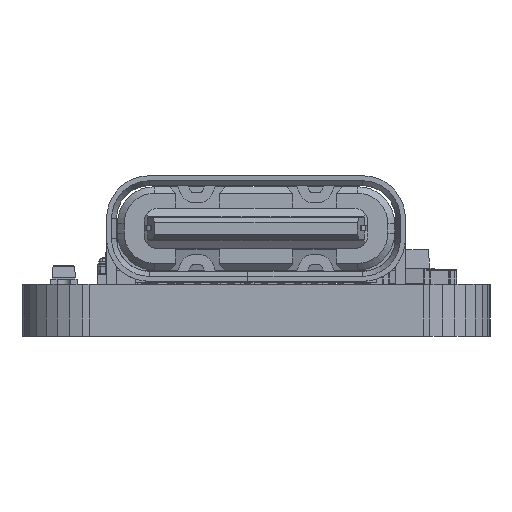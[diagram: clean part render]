
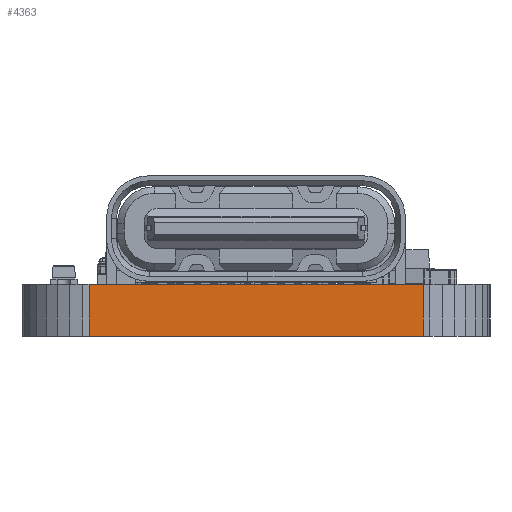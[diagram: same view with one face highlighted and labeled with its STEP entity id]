
A CAD part, left-side view. The second image highlights one B-rep face of the part: STEP entity #4363.
In plain terms, the highlighted planar face has unit normal (-1, 0, 0).
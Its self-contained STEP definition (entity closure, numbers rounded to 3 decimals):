
#3043 = VERTEX_POINT('',#3044);
#3044 = CARTESIAN_POINT('',(1.,11.994,0.02)
  );
#3050 = EDGE_CURVE('',#3043,#3051,#3053,.T.);
#3051 = VERTEX_POINT('',#3052);
#3052 = CARTESIAN_POINT('',(1.,2.,0.02)
  );
#3053 = LINE('',#3054,#3055);
#3054 = CARTESIAN_POINT('',(1.,11.994,0.02)
  );
#3055 = VECTOR('',#3056,1.);
#3056 = DIRECTION('',(0.,-1.,0.));
#3594 = VERTEX_POINT('',#3595);
#3595 = CARTESIAN_POINT('',(1.,11.994,-1.529)
  );
#3601 = EDGE_CURVE('',#3594,#3602,#3604,.T.);
#3602 = VERTEX_POINT('',#3603);
#3603 = CARTESIAN_POINT('',(1.,2.,-1.529));
#3604 = LINE('',#3605,#3606);
#3605 = CARTESIAN_POINT('',(1.,11.994,-1.529)
  );
#3606 = VECTOR('',#3607,1.);
#3607 = DIRECTION('',(0.,-1.,0.));
#4353 = EDGE_CURVE('',#3051,#3602,#4354,.T.);
#4354 = LINE('',#4355,#4356);
#4355 = CARTESIAN_POINT('',(1.,2.,0.02)
  );
#4356 = VECTOR('',#4357,1.);
#4357 = DIRECTION('',(0.,0.,-1.));
#4363 = ADVANCED_FACE('',(#4364),#4375,.F.);
#4364 = FACE_BOUND('',#4365,.F.);
#4365 = EDGE_LOOP('',(#4366,#4367,#4368,#4369));
#4366 = ORIENTED_EDGE('',*,*,#3050,.T.);
#4367 = ORIENTED_EDGE('',*,*,#4353,.T.);
#4368 = ORIENTED_EDGE('',*,*,#3601,.F.);
#4369 = ORIENTED_EDGE('',*,*,#4370,.F.);
#4370 = EDGE_CURVE('',#3043,#3594,#4371,.T.);
#4371 = LINE('',#4372,#4373);
#4372 = CARTESIAN_POINT('',(1.,11.994,0.02)
  );
#4373 = VECTOR('',#4374,1.);
#4374 = DIRECTION('',(0.,0.,-1.));
#4375 = PLANE('',#4376);
#4376 = AXIS2_PLACEMENT_3D('',#4377,#4378,#4379);
#4377 = CARTESIAN_POINT('',(1.,6.997,-0.755));
#4378 = DIRECTION('',(1.,0.,0.));
#4379 = DIRECTION('',(0.,0.,1.));
